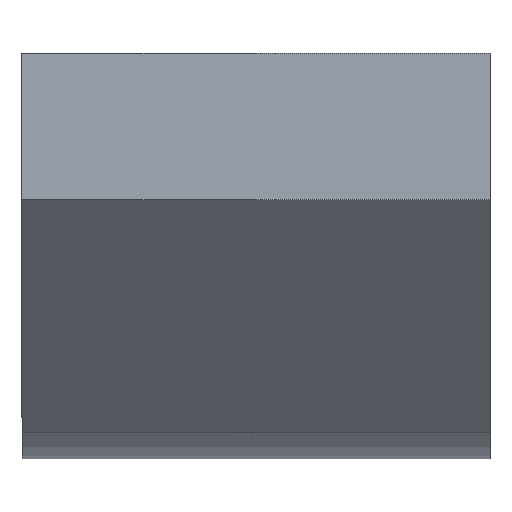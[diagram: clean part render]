
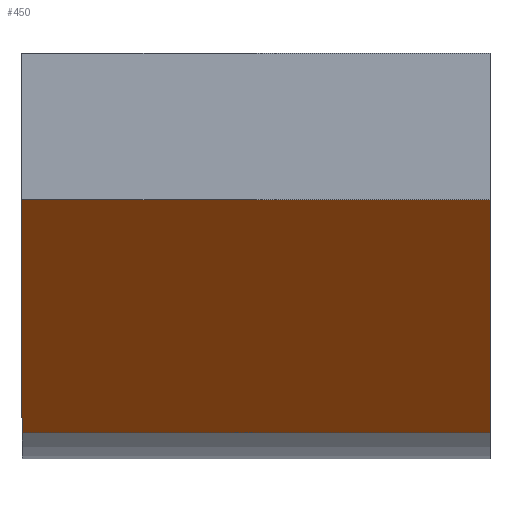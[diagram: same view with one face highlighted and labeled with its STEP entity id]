
A CAD part, left-side view. The second image highlights one B-rep face of the part: STEP entity #450.
In plain terms, the highlighted planar face has unit normal (-0.407, 0, -0.913).
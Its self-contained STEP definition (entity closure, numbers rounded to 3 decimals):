
#16 = ORIENTED_EDGE ( 'NONE', *, *, #463, .T. ) ;
#34 = VECTOR ( 'NONE', #510, 1000. ) ;
#42 = EDGE_LOOP ( 'NONE', ( #553, #596, #599, #16 ) ) ;
#54 = DIRECTION ( 'NONE',  ( 0.914, 0., -0.407 ) ) ;
#56 = VECTOR ( 'NONE', #124, 1000. ) ;
#59 = LINE ( 'NONE', #403, #34 ) ;
#60 = DIRECTION ( 'NONE',  ( 0.407, 0., 0.914 ) ) ;
#93 = LINE ( 'NONE', #231, #505 ) ;
#101 = EDGE_CURVE ( 'NONE', #408, #242, #59, .T. ) ;
#124 = DIRECTION ( 'NONE',  ( -0.914, 0., 0.407 ) ) ;
#131 = LINE ( 'NONE', #619, #56 ) ;
#144 = EDGE_CURVE ( 'NONE', #395, #408, #131, .T. ) ;
#156 = CARTESIAN_POINT ( 'NONE',  ( -1.299, 3.5, -1.611 ) ) ;
#173 = VERTEX_POINT ( 'NONE', #564 ) ;
#231 = CARTESIAN_POINT ( 'NONE',  ( -9.135, -3.5, 1.878 ) ) ;
#242 = VERTEX_POINT ( 'NONE', #275 ) ;
#243 = CARTESIAN_POINT ( 'NONE',  ( -1.299, 3.5, -1.611 ) ) ;
#275 = CARTESIAN_POINT ( 'NONE',  ( -9.135, -3.5, 1.878 ) ) ;
#304 = PLANE ( 'NONE',  #386 ) ;
#352 = EDGE_CURVE ( 'NONE', #173, #242, #93, .T. ) ;
#386 = AXIS2_PLACEMENT_3D ( 'NONE', #551, #60, #54 ) ;
#395 = VERTEX_POINT ( 'NONE', #243 ) ;
#397 = FACE_OUTER_BOUND ( 'NONE', #42, .T. ) ;
#399 = LINE ( 'NONE', #156, #470 ) ;
#403 = CARTESIAN_POINT ( 'NONE',  ( -9.135, 3.5, 1.878 ) ) ;
#408 = VERTEX_POINT ( 'NONE', #509 ) ;
#432 = DIRECTION ( 'NONE',  ( -0.914, 0., 0.407 ) ) ;
#450 = ADVANCED_FACE ( 'NONE', ( #397 ), #304, .F. ) ;
#452 = DIRECTION ( 'NONE',  ( 0., -1., 0. ) ) ;
#463 = EDGE_CURVE ( 'NONE', #395, #173, #399, .T. ) ;
#470 = VECTOR ( 'NONE', #452, 1000. ) ;
#505 = VECTOR ( 'NONE', #432, 1000. ) ;
#509 = CARTESIAN_POINT ( 'NONE',  ( -9.135, 3.5, 1.878 ) ) ;
#510 = DIRECTION ( 'NONE',  ( 0., -1., 0. ) ) ;
#551 = CARTESIAN_POINT ( 'NONE',  ( -9.135, 3.5, 1.878 ) ) ;
#553 = ORIENTED_EDGE ( 'NONE', *, *, #352, .T. ) ;
#564 = CARTESIAN_POINT ( 'NONE',  ( -1.299, -3.5, -1.611 ) ) ;
#596 = ORIENTED_EDGE ( 'NONE', *, *, #101, .F. ) ;
#599 = ORIENTED_EDGE ( 'NONE', *, *, #144, .F. ) ;
#619 = CARTESIAN_POINT ( 'NONE',  ( -9.135, 3.5, 1.878 ) ) ;
